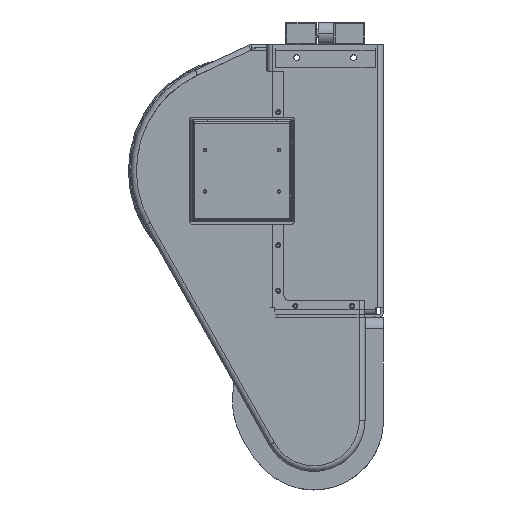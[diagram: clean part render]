
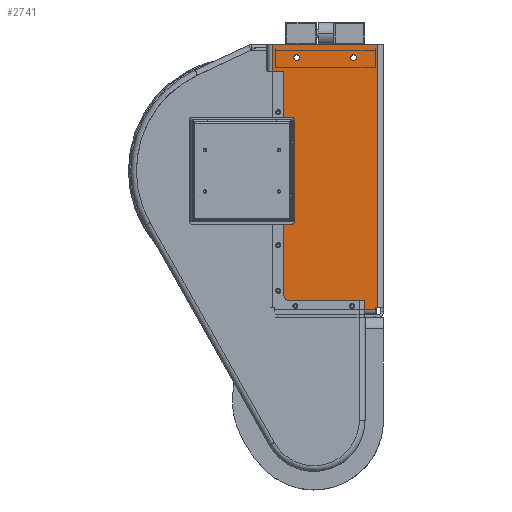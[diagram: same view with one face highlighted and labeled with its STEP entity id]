
A CAD part, left-side view. The second image highlights one B-rep face of the part: STEP entity #2741.
In plain terms, the highlighted face is planar.
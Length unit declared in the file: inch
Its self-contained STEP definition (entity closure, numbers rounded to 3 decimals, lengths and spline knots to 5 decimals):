
#1792=DIRECTION('',(0.,1.,0.));
#1793=VECTOR('',#1792,4.464);
#1794=CARTESIAN_POINT('',(-6.08816,-2.232,0.));
#1795=LINE('',#1794,#1793);
#1796=DIRECTION('',(-1.,0.,0.));
#1797=VECTOR('',#1796,0.08846);
#1798=CARTESIAN_POINT('',(-5.9997,2.232,0.));
#1799=LINE('',#1798,#1797);
#1800=DIRECTION('',(0.,-1.,0.));
#1801=VECTOR('',#1800,0.08846);
#1802=CARTESIAN_POINT('',(-5.9997,2.32046,0.));
#1803=LINE('',#1802,#1801);
#1804=DIRECTION('',(-1.,0.,0.));
#1805=VECTOR('',#1804,11.547);
#1806=CARTESIAN_POINT('',(5.5473,2.32046,0.));
#1807=LINE('',#1806,#1805);
#1808=DIRECTION('',(0.,1.,0.));
#1809=VECTOR('',#1808,4.64091);
#1810=CARTESIAN_POINT('',(5.5473,-2.32046,0.));
#1811=LINE('',#1810,#1809);
#1812=DIRECTION('',(1.,0.,0.));
#1813=VECTOR('',#1812,11.547);
#1814=CARTESIAN_POINT('',(-5.9997,-2.32046,0.));
#1815=LINE('',#1814,#1813);
#1816=DIRECTION('',(0.,-1.,0.));
#1817=VECTOR('',#1816,0.08846);
#1818=CARTESIAN_POINT('',(-5.9997,-2.232,0.));
#1819=LINE('',#1818,#1817);
#1820=DIRECTION('',(1.,0.,0.));
#1821=VECTOR('',#1820,0.08846);
#1822=CARTESIAN_POINT('',(-6.08816,-2.232,0.));
#1823=LINE('',#1822,#1821);
#1824=CARTESIAN_POINT('',(4.97801,1.25,0.));
#1825=DIRECTION('',(0.,0.,1.));
#1826=DIRECTION('',(1.,0.,0.));
#1827=AXIS2_PLACEMENT_3D('',#1824,#1825,#1826);
#1829=CARTESIAN_POINT('',(4.97801,1.25,0.));
#1830=DIRECTION('',(0.,0.,1.));
#1831=DIRECTION('',(-1.,0.,0.));
#1832=AXIS2_PLACEMENT_3D('',#1829,#1830,#1831);
#1834=CARTESIAN_POINT('',(4.97801,-1.25,0.));
#1835=DIRECTION('',(0.,0.,1.));
#1836=DIRECTION('',(1.,0.,0.));
#1837=AXIS2_PLACEMENT_3D('',#1834,#1835,#1836);
#1839=CARTESIAN_POINT('',(4.97801,-1.25,0.));
#1840=DIRECTION('',(0.,0.,1.));
#1841=DIRECTION('',(-1.,0.,0.));
#1842=AXIS2_PLACEMENT_3D('',#1839,#1840,#1841);
#1844=CARTESIAN_POINT('',(2.575,2.06506,0.));
#1845=DIRECTION('',(0.,0.,1.));
#1846=DIRECTION('',(1.,0.,0.));
#1847=AXIS2_PLACEMENT_3D('',#1844,#1845,#1846);
#1849=CARTESIAN_POINT('',(2.575,2.06506,0.));
#1850=DIRECTION('',(0.,0.,1.));
#1851=DIRECTION('',(-1.,0.,0.));
#1852=AXIS2_PLACEMENT_3D('',#1849,#1850,#1851);
#1854=CARTESIAN_POINT('',(-3.275,2.06506,0.));
#1855=DIRECTION('',(0.,0.,1.));
#1856=DIRECTION('',(1.,0.,0.));
#1857=AXIS2_PLACEMENT_3D('',#1854,#1855,#1856);
#1859=CARTESIAN_POINT('',(-3.275,2.06506,0.));
#1860=DIRECTION('',(0.,0.,1.));
#1861=DIRECTION('',(-1.,0.,0.));
#1862=AXIS2_PLACEMENT_3D('',#1859,#1860,#1861);
#1864=CARTESIAN_POINT('',(-5.275,2.06506,0.));
#1865=DIRECTION('',(0.,0.,1.));
#1866=DIRECTION('',(1.,0.,0.));
#1867=AXIS2_PLACEMENT_3D('',#1864,#1865,#1866);
#1869=CARTESIAN_POINT('',(-5.275,2.06506,0.));
#1870=DIRECTION('',(0.,0.,1.));
#1871=DIRECTION('',(-1.,0.,0.));
#1872=AXIS2_PLACEMENT_3D('',#1869,#1870,#1871);
#1874=CARTESIAN_POINT('',(-5.95266,1.30494,0.));
#1875=DIRECTION('',(0.,0.,1.));
#1876=DIRECTION('',(1.,0.,0.));
#1877=AXIS2_PLACEMENT_3D('',#1874,#1875,#1876);
#1879=CARTESIAN_POINT('',(-5.95266,1.30494,0.));
#1880=DIRECTION('',(0.,0.,1.));
#1881=DIRECTION('',(-1.,0.,0.));
#1882=AXIS2_PLACEMENT_3D('',#1879,#1880,#1881);
#1884=CARTESIAN_POINT('',(-5.95266,-1.18534,0.));
#1885=DIRECTION('',(0.,0.,1.));
#1886=DIRECTION('',(1.,0.,0.));
#1887=AXIS2_PLACEMENT_3D('',#1884,#1885,#1886);
#1889=CARTESIAN_POINT('',(-5.95266,-1.18534,0.));
#1890=DIRECTION('',(0.,0.,1.));
#1891=DIRECTION('',(-1.,0.,0.));
#1892=AXIS2_PLACEMENT_3D('',#1889,#1890,#1891);
#2496=CARTESIAN_POINT('',(-5.9997,2.232,0.));
#2498=VERTEX_POINT('',#2496);
#2504=CARTESIAN_POINT('',(-5.9997,-2.232,0.));
#2506=VERTEX_POINT('',#2504);
#2508=CARTESIAN_POINT('',(-5.9997,2.32046,0.));
#2509=VERTEX_POINT('',#2508);
#2516=CARTESIAN_POINT('',(5.5473,2.32046,0.));
#2518=VERTEX_POINT('',#2516);
#2524=CARTESIAN_POINT('',(5.5473,-2.32046,0.));
#2525=VERTEX_POINT('',#2524);
#2528=CARTESIAN_POINT('',(-5.9997,-2.32046,0.));
#2529=VERTEX_POINT('',#2528);
#2540=CARTESIAN_POINT('',(-6.08816,2.232,0.));
#2541=VERTEX_POINT('',#2540);
#2542=CARTESIAN_POINT('',(-6.08816,-2.232,0.));
#2543=VERTEX_POINT('',#2542);
#2572=CARTESIAN_POINT('',(5.10871,1.25,0.));
#2573=CARTESIAN_POINT('',(4.8473,1.25,0.));
#2574=VERTEX_POINT('',#2572);
#2575=VERTEX_POINT('',#2573);
#2576=CARTESIAN_POINT('',(5.10871,-1.25,0.));
#2577=CARTESIAN_POINT('',(4.8473,-1.25,0.));
#2578=VERTEX_POINT('',#2576);
#2579=VERTEX_POINT('',#2577);
#2620=CARTESIAN_POINT('',(2.6375,2.06506,0.));
#2621=CARTESIAN_POINT('',(2.5125,2.06506,0.));
#2622=VERTEX_POINT('',#2620);
#2623=VERTEX_POINT('',#2621);
#2624=CARTESIAN_POINT('',(-3.2125,2.06506,0.));
#2625=CARTESIAN_POINT('',(-3.3375,2.06506,0.));
#2626=VERTEX_POINT('',#2624);
#2627=VERTEX_POINT('',#2625);
#2628=CARTESIAN_POINT('',(-5.2125,2.06506,0.));
#2629=CARTESIAN_POINT('',(-5.3375,2.06506,0.));
#2630=VERTEX_POINT('',#2628);
#2631=VERTEX_POINT('',#2629);
#2632=CARTESIAN_POINT('',(-5.89016,1.30494,0.));
#2633=CARTESIAN_POINT('',(-6.01516,1.30494,0.));
#2634=VERTEX_POINT('',#2632);
#2635=VERTEX_POINT('',#2633);
#2636=CARTESIAN_POINT('',(-5.89016,-1.18534,0.));
#2637=CARTESIAN_POINT('',(-6.01516,-1.18534,0.));
#2638=VERTEX_POINT('',#2636);
#2639=VERTEX_POINT('',#2637);
#2676=CARTESIAN_POINT('',(0.,0.,0.));
#2677=DIRECTION('',(0.,0.,1.));
#2678=DIRECTION('',(1.,0.,0.));
#2679=AXIS2_PLACEMENT_3D('',#2676,#2677,#2678);
#2680=PLANE('',#2679);
#2682=ORIENTED_EDGE('',*,*,#2681,.T.);
#2684=ORIENTED_EDGE('',*,*,#2683,.F.);
#2686=ORIENTED_EDGE('',*,*,#2685,.F.);
#2688=ORIENTED_EDGE('',*,*,#2687,.F.);
#2690=ORIENTED_EDGE('',*,*,#2689,.F.);
#2692=ORIENTED_EDGE('',*,*,#2691,.F.);
#2694=ORIENTED_EDGE('',*,*,#2693,.F.);
#2696=ORIENTED_EDGE('',*,*,#2695,.F.);
#2697=EDGE_LOOP('',(#2682,#2684,#2686,#2688,#2690,#2692,#2694,#2696));
#2698=FACE_OUTER_BOUND('',#2697,.F.);
#2700=ORIENTED_EDGE('',*,*,#2699,.T.);
#2702=ORIENTED_EDGE('',*,*,#2701,.T.);
#2703=EDGE_LOOP('',(#2700,#2702));
#2704=FACE_BOUND('',#2703,.F.);
#2706=ORIENTED_EDGE('',*,*,#2705,.T.);
#2708=ORIENTED_EDGE('',*,*,#2707,.T.);
#2709=EDGE_LOOP('',(#2706,#2708));
#2710=FACE_BOUND('',#2709,.F.);
#2712=ORIENTED_EDGE('',*,*,#2711,.T.);
#2714=ORIENTED_EDGE('',*,*,#2713,.T.);
#2715=EDGE_LOOP('',(#2712,#2714));
#2716=FACE_BOUND('',#2715,.F.);
#2718=ORIENTED_EDGE('',*,*,#2717,.T.);
#2720=ORIENTED_EDGE('',*,*,#2719,.T.);
#2721=EDGE_LOOP('',(#2718,#2720));
#2722=FACE_BOUND('',#2721,.F.);
#2724=ORIENTED_EDGE('',*,*,#2723,.T.);
#2726=ORIENTED_EDGE('',*,*,#2725,.T.);
#2727=EDGE_LOOP('',(#2724,#2726));
#2728=FACE_BOUND('',#2727,.F.);
#2730=ORIENTED_EDGE('',*,*,#2729,.T.);
#2732=ORIENTED_EDGE('',*,*,#2731,.T.);
#2733=EDGE_LOOP('',(#2730,#2732));
#2734=FACE_BOUND('',#2733,.F.);
#2736=ORIENTED_EDGE('',*,*,#2735,.T.);
#2738=ORIENTED_EDGE('',*,*,#2737,.T.);
#2739=EDGE_LOOP('',(#2736,#2738));
#2740=FACE_BOUND('',#2739,.F.);
#2741=ADVANCED_FACE('',(#2698,#2704,#2710,#2716,#2722,#2728,#2734,#2740),#2680,
.T.);
#1828=CIRCLE('',#1827,0.13071);
#1833=CIRCLE('',#1832,0.13071);
#1838=CIRCLE('',#1837,0.13071);
#1843=CIRCLE('',#1842,0.13071);
#1848=CIRCLE('',#1847,0.0625);
#1853=CIRCLE('',#1852,0.0625);
#1858=CIRCLE('',#1857,0.0625);
#1863=CIRCLE('',#1862,0.0625);
#1868=CIRCLE('',#1867,0.0625);
#1873=CIRCLE('',#1872,0.0625);
#1878=CIRCLE('',#1877,0.0625);
#1883=CIRCLE('',#1882,0.0625);
#1888=CIRCLE('',#1887,0.0625);
#1893=CIRCLE('',#1892,0.0625);
#2681=EDGE_CURVE('',#2543,#2541,#1795,.T.);
#2683=EDGE_CURVE('',#2498,#2541,#1799,.T.);
#2685=EDGE_CURVE('',#2509,#2498,#1803,.T.);
#2687=EDGE_CURVE('',#2518,#2509,#1807,.T.);
#2689=EDGE_CURVE('',#2525,#2518,#1811,.T.);
#2691=EDGE_CURVE('',#2529,#2525,#1815,.T.);
#2693=EDGE_CURVE('',#2506,#2529,#1819,.T.);
#2695=EDGE_CURVE('',#2543,#2506,#1823,.T.);
#2699=EDGE_CURVE('',#2574,#2575,#1828,.T.);
#2701=EDGE_CURVE('',#2575,#2574,#1833,.T.);
#2705=EDGE_CURVE('',#2578,#2579,#1838,.T.);
#2707=EDGE_CURVE('',#2579,#2578,#1843,.T.);
#2711=EDGE_CURVE('',#2622,#2623,#1848,.T.);
#2713=EDGE_CURVE('',#2623,#2622,#1853,.T.);
#2717=EDGE_CURVE('',#2626,#2627,#1858,.T.);
#2719=EDGE_CURVE('',#2627,#2626,#1863,.T.);
#2723=EDGE_CURVE('',#2630,#2631,#1868,.T.);
#2725=EDGE_CURVE('',#2631,#2630,#1873,.T.);
#2729=EDGE_CURVE('',#2634,#2635,#1878,.T.);
#2731=EDGE_CURVE('',#2635,#2634,#1883,.T.);
#2735=EDGE_CURVE('',#2638,#2639,#1888,.T.);
#2737=EDGE_CURVE('',#2639,#2638,#1893,.T.);
